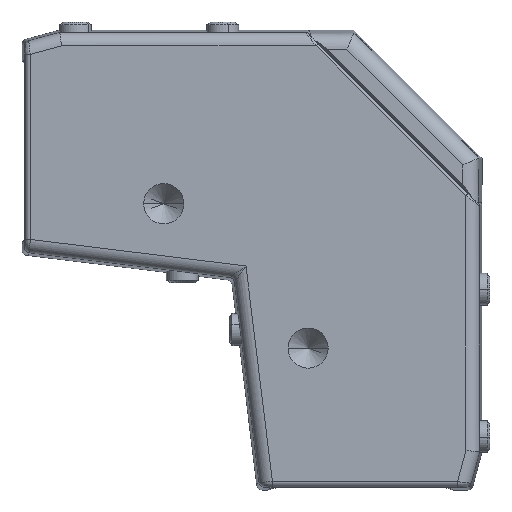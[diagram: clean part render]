
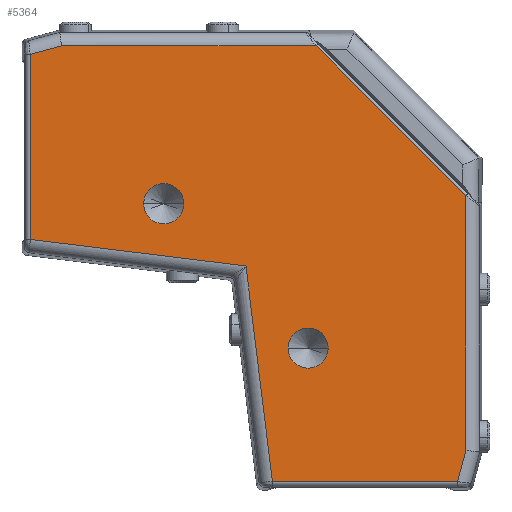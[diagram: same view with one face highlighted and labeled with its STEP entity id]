
A CAD part, top view. The second image highlights one B-rep face of the part: STEP entity #5364.
In plain terms, the highlighted planar face has unit normal (0, 0, 1).
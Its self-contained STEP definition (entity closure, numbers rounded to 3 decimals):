
#85 = CARTESIAN_POINT ( 'NONE',  ( -168.952, -9.116, 42. ) ) ;
#102 = CARTESIAN_POINT ( 'NONE',  ( -126.5, -65., 42. ) ) ;
#215 = CARTESIAN_POINT ( 'NONE',  ( -9.116, -168.952, 42. ) ) ;
#251 = CARTESIAN_POINT ( 'NONE',  ( -157.214, -5.971, 42. ) ) ;
#257 = CARTESIAN_POINT ( 'NONE',  ( -5.971, -157.214, 42. ) ) ;
#292 = CARTESIAN_POINT ( 'NONE',  ( -78.359, -168.952, 42. ) ) ;
#307 = CARTESIAN_POINT ( 'NONE',  ( -72.5, -119., 42. ) ) ;
#350 = CARTESIAN_POINT ( 'NONE',  ( -61.962, -5.971, 42. ) ) ;
#383 = CARTESIAN_POINT ( 'NONE',  ( -5.971, -61.962, 42. ) ) ;
#474 = CARTESIAN_POINT ( 'NONE',  ( -57.5, -119., 42. ) ) ;
#494 = CARTESIAN_POINT ( 'NONE',  ( -168.952, -78.359, 42. ) ) ;
#496 = CARTESIAN_POINT ( 'NONE',  ( -111.5, -65., 42. ) ) ;
#556 = CARTESIAN_POINT ( 'NONE',  ( -88.266, -88.266, 42. ) ) ;
#587 = EDGE_CURVE ( 'NONE', #11613, #11515, #7708, .T. ) ;
#617 = EDGE_CURVE ( 'NONE', #12233, #12214, #13317, .T. ) ;
#622 = EDGE_CURVE ( 'NONE', #11836, #12233, #13313, .T. ) ;
#634 = EDGE_CURVE ( 'NONE', #11585, #11916, #13309, .T. ) ;
#641 = EDGE_CURVE ( 'NONE', #11515, #11613, #7637, .T. ) ;
#644 = EDGE_CURVE ( 'NONE', #12214, #11828, #13297, .T. ) ;
#674 = EDGE_CURVE ( 'NONE', #11275, #11303, #13273, .T. ) ;
#774 = EDGE_CURVE ( 'NONE', #11828, #11275, #13186, .T. ) ;
#822 = EDGE_CURVE ( 'NONE', #11672, #11585, #12948, .T. ) ;
#823 = EDGE_CURVE ( 'NONE', #12050, #11848, #4767, .T. ) ;
#827 = EDGE_CURVE ( 'NONE', #11916, #11836, #13848, .T. ) ;
#920 = EDGE_CURVE ( 'NONE', #11303, #11672, #13501, .T. ) ;
#973 = EDGE_LOOP ( 'NONE', ( #13841, #13647 ) ) ;
#974 = EDGE_LOOP ( 'NONE', ( #13590, #13672, #13618, #13725, #13324, #13335, #13719, #13572, #13550 ) ) ;
#1611 = EDGE_LOOP ( 'NONE', ( #13585, #13526 ) ) ;
#3839 = DIRECTION ( 'NONE',  ( 1., 0., 0. ) ) ;
#3845 = DIRECTION ( 'NONE',  ( 0., 0., 1. ) ) ;
#3945 = CARTESIAN_POINT ( 'NONE',  ( 13.718, -106.803, 42. ) ) ;
#3952 = PLANE ( 'NONE',  #10224 ) ;
#4609 = VECTOR ( 'NONE', #6642, 1000. ) ;
#4707 = VECTOR ( 'NONE', #8332, 1000. ) ;
#4758 = AXIS2_PLACEMENT_3D ( 'NONE', #6811, #6788, #7027 ) ;
#4765 = VECTOR ( 'NONE', #6830, 1000. ) ;
#4767 = CIRCLE ( 'NONE', #4758, 7.5 ) ;
#4778 = VECTOR ( 'NONE', #6307, 1000. ) ;
#4782 = VECTOR ( 'NONE', #6282, 1000. ) ;
#5364 = ADVANCED_FACE ( 'NONE', ( #14579, #14497, #14829 ), #3952, .T. ) ;
#5560 = EDGE_CURVE ( 'NONE', #11848, #12050, #8650, .T. ) ;
#6248 = CARTESIAN_POINT ( 'NONE',  ( -78.192, -170.307, 42. ) ) ;
#6262 = CARTESIAN_POINT ( 'NONE',  ( -119., -65., 42. ) ) ;
#6282 = DIRECTION ( 'NONE',  ( 0.259, 0.966, 0. ) ) ;
#6307 = DIRECTION ( 'NONE',  ( -0.966, -0.259, 0. ) ) ;
#6336 = DIRECTION ( 'NONE',  ( 1., 0., 0. ) ) ;
#6384 = DIRECTION ( 'NONE',  ( 0., 0., 1. ) ) ;
#6451 = DIRECTION ( 'NONE',  ( -1., 0., 0. ) ) ;
#6554 = CARTESIAN_POINT ( 'NONE',  ( -5.805, -156.595, 42. ) ) ;
#6582 = CARTESIAN_POINT ( 'NONE',  ( -157.855, -5.971, 42. ) ) ;
#6642 = DIRECTION ( 'NONE',  ( 1., 0., 0. ) ) ;
#6644 = CARTESIAN_POINT ( 'NONE',  ( -9.638, -168.952, 42. ) ) ;
#6788 = DIRECTION ( 'NONE',  ( 0., 0., 1. ) ) ;
#6811 = CARTESIAN_POINT ( 'NONE',  ( -65., -119., 42. ) ) ;
#6813 = CARTESIAN_POINT ( 'NONE',  ( -61.274, -6.659, 42. ) ) ;
#6830 = DIRECTION ( 'NONE',  ( -0.707, 0.707, 0. ) ) ;
#6899 = DIRECTION ( 'NONE',  ( 0.122, -0.993, 0. ) ) ;
#7027 = DIRECTION ( 'NONE',  ( 1., 0., 0. ) ) ;
#7045 = CARTESIAN_POINT ( 'NONE',  ( -169.64, -9.3, 42. ) ) ;
#7637 = CIRCLE ( 'NONE', #7643, 7.5 ) ;
#7643 = AXIS2_PLACEMENT_3D ( 'NONE', #6262, #6384, #6336 ) ;
#7657 = AXIS2_PLACEMENT_3D ( 'NONE', #9365, #9328, #9363 ) ;
#7689 = VECTOR ( 'NONE', #6451, 1000. ) ;
#7695 = VECTOR ( 'NONE', #6899, 1000. ) ;
#7699 = VECTOR ( 'NONE', #9460, 1000. ) ;
#7708 = CIRCLE ( 'NONE', #7657, 7.5 ) ;
#7709 = VECTOR ( 'NONE', #9416, 1000. ) ;
#8332 = DIRECTION ( 'NONE',  ( 0., 1., 0. ) ) ;
#8366 = CARTESIAN_POINT ( 'NONE',  ( -5.971, -65.456, 42. ) ) ;
#8650 = CIRCLE ( 'NONE', #8680, 7.5 ) ;
#8680 = AXIS2_PLACEMENT_3D ( 'NONE', #10638, #10905, #10437 ) ;
#9328 = DIRECTION ( 'NONE',  ( 0., 0., 1. ) ) ;
#9363 = DIRECTION ( 'NONE',  ( 1., 0., 0. ) ) ;
#9365 = CARTESIAN_POINT ( 'NONE',  ( -119., -65., 42. ) ) ;
#9413 = CARTESIAN_POINT ( 'NONE',  ( -92.043, -87.802, 42. ) ) ;
#9416 = DIRECTION ( 'NONE',  ( 0., -1., 0. ) ) ;
#9418 = CARTESIAN_POINT ( 'NONE',  ( -168.952, -78.12, 42. ) ) ;
#9460 = DIRECTION ( 'NONE',  ( 0.993, -0.122, 0. ) ) ;
#10224 = AXIS2_PLACEMENT_3D ( 'NONE', #3945, #3845, #3839 ) ;
#10437 = DIRECTION ( 'NONE',  ( 1., 0., 0. ) ) ;
#10638 = CARTESIAN_POINT ( 'NONE',  ( -65., -119., 42. ) ) ;
#10905 = DIRECTION ( 'NONE',  ( 0., 0., 1. ) ) ;
#11275 = VERTEX_POINT ( 'NONE', #215 ) ;
#11303 = VERTEX_POINT ( 'NONE', #257 ) ;
#11515 = VERTEX_POINT ( 'NONE', #496 ) ;
#11585 = VERTEX_POINT ( 'NONE', #350 ) ;
#11613 = VERTEX_POINT ( 'NONE', #102 ) ;
#11672 = VERTEX_POINT ( 'NONE', #383 ) ;
#11828 = VERTEX_POINT ( 'NONE', #292 ) ;
#11836 = VERTEX_POINT ( 'NONE', #85 ) ;
#11848 = VERTEX_POINT ( 'NONE', #307 ) ;
#11916 = VERTEX_POINT ( 'NONE', #251 ) ;
#12050 = VERTEX_POINT ( 'NONE', #474 ) ;
#12214 = VERTEX_POINT ( 'NONE', #556 ) ;
#12233 = VERTEX_POINT ( 'NONE', #494 ) ;
#12948 = LINE ( 'NONE', #6813, #4765 ) ;
#13186 = LINE ( 'NONE', #6644, #4609 ) ;
#13273 = LINE ( 'NONE', #6554, #4782 ) ;
#13297 = LINE ( 'NONE', #6248, #7695 ) ;
#13309 = LINE ( 'NONE', #6582, #7689 ) ;
#13313 = LINE ( 'NONE', #9418, #7709 ) ;
#13317 = LINE ( 'NONE', #9413, #7699 ) ;
#13324 = ORIENTED_EDGE ( 'NONE', *, *, #622, .T. ) ;
#13335 = ORIENTED_EDGE ( 'NONE', *, *, #617, .T. ) ;
#13501 = LINE ( 'NONE', #8366, #4707 ) ;
#13526 = ORIENTED_EDGE ( 'NONE', *, *, #587, .F. ) ;
#13550 = ORIENTED_EDGE ( 'NONE', *, *, #674, .T. ) ;
#13572 = ORIENTED_EDGE ( 'NONE', *, *, #774, .T. ) ;
#13585 = ORIENTED_EDGE ( 'NONE', *, *, #641, .F. ) ;
#13590 = ORIENTED_EDGE ( 'NONE', *, *, #920, .T. ) ;
#13618 = ORIENTED_EDGE ( 'NONE', *, *, #634, .T. ) ;
#13647 = ORIENTED_EDGE ( 'NONE', *, *, #5560, .F. ) ;
#13672 = ORIENTED_EDGE ( 'NONE', *, *, #822, .T. ) ;
#13719 = ORIENTED_EDGE ( 'NONE', *, *, #644, .T. ) ;
#13725 = ORIENTED_EDGE ( 'NONE', *, *, #827, .T. ) ;
#13841 = ORIENTED_EDGE ( 'NONE', *, *, #823, .F. ) ;
#13848 = LINE ( 'NONE', #7045, #4778 ) ;
#14497 = FACE_BOUND ( 'NONE', #973, .T. ) ;
#14579 = FACE_BOUND ( 'NONE', #1611, .T. ) ;
#14829 = FACE_OUTER_BOUND ( 'NONE', #974, .T. ) ;
